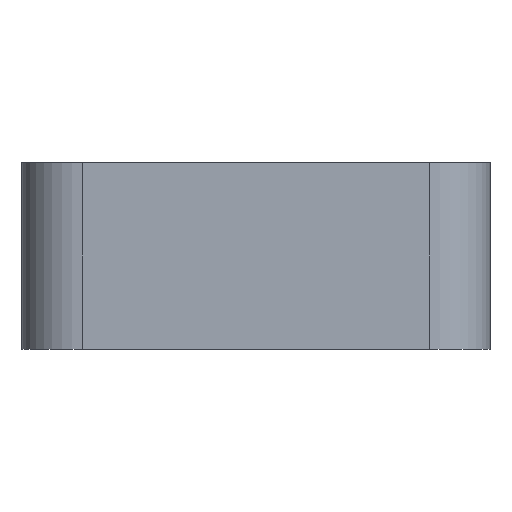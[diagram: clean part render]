
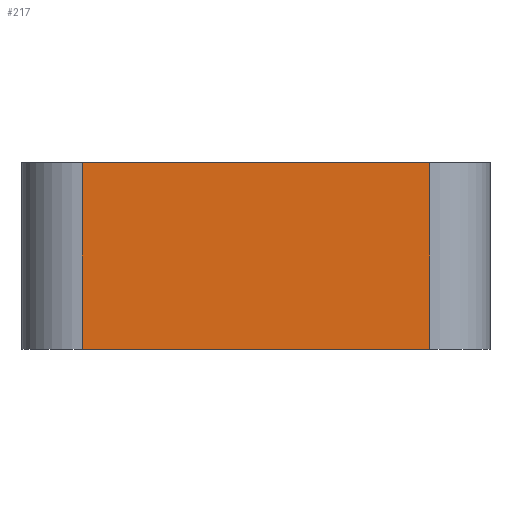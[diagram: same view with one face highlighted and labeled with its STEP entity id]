
A CAD part, left-side view. The second image highlights one B-rep face of the part: STEP entity #217.
In plain terms, the highlighted planar face has unit normal (-1, 0, 0).
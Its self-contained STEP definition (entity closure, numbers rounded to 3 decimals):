
#27 = CARTESIAN_POINT ( 'NONE',  ( -24.35, 6.75, -1.25 ) ) ;
#152 = CARTESIAN_POINT ( 'NONE',  ( -24.35, -6.75, 6. ) ) ;
#154 = DIRECTION ( 'NONE',  ( 0., 0., 1. ) ) ;
#189 = EDGE_LOOP ( 'NONE', ( #414, #877, #1363, #655 ) ) ;
#217 = ADVANCED_FACE ( 'NONE', ( #629 ), #2098, .F. ) ;
#331 = LINE ( 'NONE', #1686, #1155 ) ;
#349 = VERTEX_POINT ( 'NONE', #641 ) ;
#363 = DIRECTION ( 'NONE',  ( 0., 1., 0. ) ) ;
#394 = EDGE_CURVE ( 'NONE', #1043, #1963, #1987, .T. ) ;
#414 = ORIENTED_EDGE ( 'NONE', *, *, #1642, .T. ) ;
#432 = DIRECTION ( 'NONE',  ( 0., 0., -1. ) ) ;
#531 = DIRECTION ( 'NONE',  ( 0., -1., 0. ) ) ;
#539 = VECTOR ( 'NONE', #363, 1000. ) ;
#596 = VECTOR ( 'NONE', #154, 1000. ) ;
#598 = CARTESIAN_POINT ( 'NONE',  ( -24.35, 0., -1.25 ) ) ;
#629 = FACE_OUTER_BOUND ( 'NONE', #189, .T. ) ;
#641 = CARTESIAN_POINT ( 'NONE',  ( -24.35, 6.75, 6. ) ) ;
#655 = ORIENTED_EDGE ( 'NONE', *, *, #394, .F. ) ;
#705 = AXIS2_PLACEMENT_3D ( 'NONE', #598, #1260, #432 ) ;
#759 = EDGE_CURVE ( 'NONE', #349, #1815, #1515, .T. ) ;
#877 = ORIENTED_EDGE ( 'NONE', *, *, #759, .F. ) ;
#1043 = VERTEX_POINT ( 'NONE', #1542 ) ;
#1155 = VECTOR ( 'NONE', #2174, 1000. ) ;
#1260 = DIRECTION ( 'NONE',  ( 1., 0., 0. ) ) ;
#1363 = ORIENTED_EDGE ( 'NONE', *, *, #1816, .F. ) ;
#1515 = LINE ( 'NONE', #2032, #1905 ) ;
#1542 = CARTESIAN_POINT ( 'NONE',  ( -24.35, -6.75, -1.25 ) ) ;
#1642 = EDGE_CURVE ( 'NONE', #1043, #1815, #1675, .T. ) ;
#1655 = CARTESIAN_POINT ( 'NONE',  ( -24.35, -6.75, -1.25 ) ) ;
#1675 = LINE ( 'NONE', #1655, #596 ) ;
#1686 = CARTESIAN_POINT ( 'NONE',  ( -24.35, 6.75, -1.25 ) ) ;
#1815 = VERTEX_POINT ( 'NONE', #152 ) ;
#1816 = EDGE_CURVE ( 'NONE', #1963, #349, #331, .T. ) ;
#1902 = CARTESIAN_POINT ( 'NONE',  ( -24.35, 0., -1.25 ) ) ;
#1905 = VECTOR ( 'NONE', #531, 1000. ) ;
#1963 = VERTEX_POINT ( 'NONE', #27 ) ;
#1987 = LINE ( 'NONE', #1902, #539 ) ;
#2032 = CARTESIAN_POINT ( 'NONE',  ( -24.35, 6.75, 6. ) ) ;
#2098 = PLANE ( 'NONE',  #705 ) ;
#2174 = DIRECTION ( 'NONE',  ( 0., 0., 1. ) ) ;
